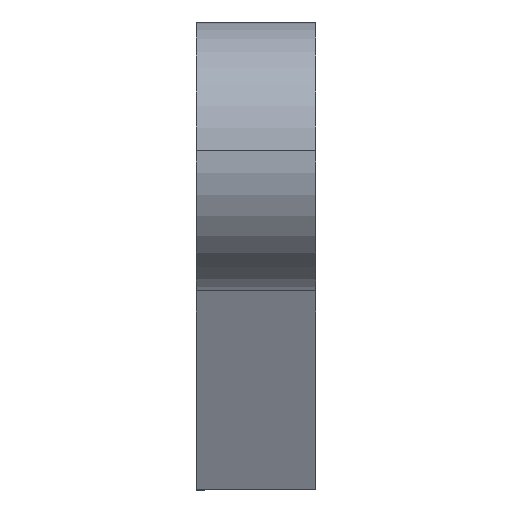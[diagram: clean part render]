
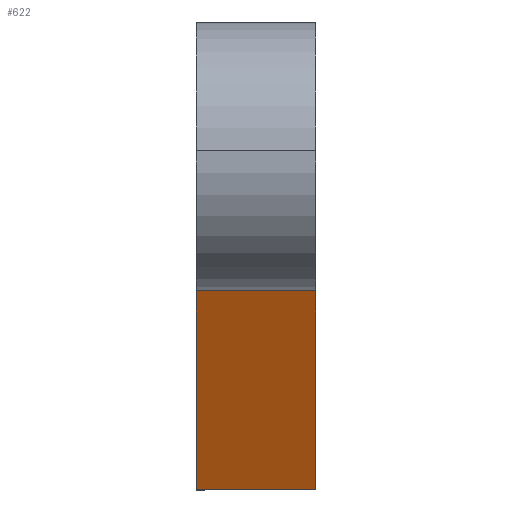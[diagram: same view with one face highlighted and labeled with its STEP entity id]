
A CAD part, front view. The second image highlights one B-rep face of the part: STEP entity #622.
In plain terms, the highlighted planar face has unit normal (0, -0.115, -0.993).
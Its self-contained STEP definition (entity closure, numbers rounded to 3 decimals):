
#24 = PLANE ( 'NONE',  #38 ) ;
#30 = VERTEX_POINT ( 'NONE', #722 ) ;
#38 = AXIS2_PLACEMENT_3D ( 'NONE', #465, #527, #85 ) ;
#56 = CARTESIAN_POINT ( 'NONE',  ( -15.31, 27.889, 67.161 ) ) ;
#85 = DIRECTION ( 'NONE',  ( 0., -0.993, 0.115 ) ) ;
#98 = VERTEX_POINT ( 'NONE', #56 ) ;
#104 = DIRECTION ( 'NONE',  ( 0., -0.993, 0.115 ) ) ;
#149 = ORIENTED_EDGE ( 'NONE', *, *, #691, .F. ) ;
#159 = FACE_OUTER_BOUND ( 'NONE', #463, .T. ) ;
#174 = ORIENTED_EDGE ( 'NONE', *, *, #808, .T. ) ;
#184 = LINE ( 'NONE', #436, #715 ) ;
#224 = CARTESIAN_POINT ( 'NONE',  ( -10.426, 27.889, 67.161 ) ) ;
#239 = DIRECTION ( 'NONE',  ( -1., 0., 0. ) ) ;
#294 = CARTESIAN_POINT ( 'NONE',  ( -15.31, 98.281, 59.04 ) ) ;
#318 = ORIENTED_EDGE ( 'NONE', *, *, #515, .F. ) ;
#418 = CARTESIAN_POINT ( 'NONE',  ( -10.426, 98.281, 59.04 ) ) ;
#436 = CARTESIAN_POINT ( 'NONE',  ( -15.31, 98.281, 59.04 ) ) ;
#438 = EDGE_CURVE ( 'NONE', #30, #662, #645, .T. ) ;
#463 = EDGE_LOOP ( 'NONE', ( #318, #149, #765, #174 ) ) ;
#465 = CARTESIAN_POINT ( 'NONE',  ( -10.426, 98.281, 59.04 ) ) ;
#489 = DIRECTION ( 'NONE',  ( -1., 0., 0. ) ) ;
#495 = LINE ( 'NONE', #224, #604 ) ;
#515 = EDGE_CURVE ( 'NONE', #559, #98, #184, .T. ) ;
#527 = DIRECTION ( 'NONE',  ( 0., 0.115, 0.993 ) ) ;
#559 = VERTEX_POINT ( 'NONE', #294 ) ;
#604 = VECTOR ( 'NONE', #239, 1000. ) ;
#613 = DIRECTION ( 'NONE',  ( 0., -0.993, 0.115 ) ) ;
#622 = ADVANCED_FACE ( 'NONE', ( #159 ), #24, .F. ) ;
#645 = LINE ( 'NONE', #418, #761 ) ;
#662 = VERTEX_POINT ( 'NONE', #701 ) ;
#691 = EDGE_CURVE ( 'NONE', #30, #559, #728, .T. ) ;
#701 = CARTESIAN_POINT ( 'NONE',  ( -10.426, 27.889, 67.161 ) ) ;
#715 = VECTOR ( 'NONE', #613, 1000. ) ;
#722 = CARTESIAN_POINT ( 'NONE',  ( -10.426, 98.281, 59.04 ) ) ;
#728 = LINE ( 'NONE', #739, #752 ) ;
#739 = CARTESIAN_POINT ( 'NONE',  ( -10.426, 98.281, 59.04 ) ) ;
#752 = VECTOR ( 'NONE', #489, 1000. ) ;
#761 = VECTOR ( 'NONE', #104, 1000. ) ;
#765 = ORIENTED_EDGE ( 'NONE', *, *, #438, .T. ) ;
#808 = EDGE_CURVE ( 'NONE', #662, #98, #495, .T. ) ;
